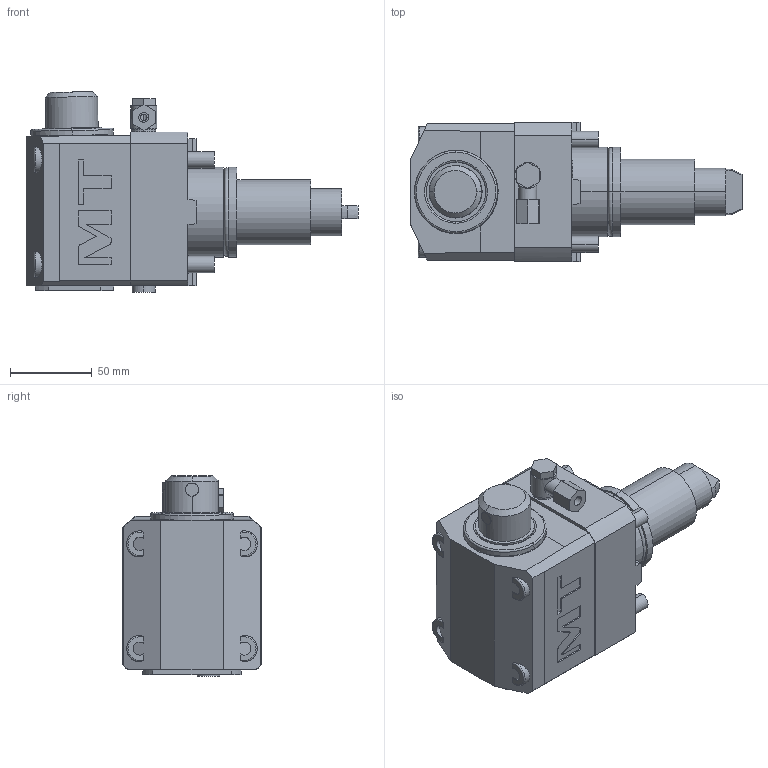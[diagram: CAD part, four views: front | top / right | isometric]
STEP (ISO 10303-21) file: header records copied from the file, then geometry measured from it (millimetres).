
FILE_DESCRIPTION((''),'2;1');
FILE_NAME('DWO0249116_CONF','2023-04-08T08:05:56',('gvalli'),('M.T. srl'),'CREO PARAMETRIC BY PTC INC, 2021072','CREO PARAMETRIC BY PTC INC, 2021072','');
FILE_SCHEMA(('CONFIG_CONTROL_DESIGN'));
Length unit declared in the file: millimetre
Products named in the file (1): DWO0249116_CONF
Bounding box: 203 x 85 x 122.72 mm (x, y, z)
Volume: 936703.2 mm3; surface area: 73774 mm2
Topology: 1 solids, 1 shells, 274 faces, 670 edges, 434 vertices
Faces by surface type: plane 165, cylinder 81, torus 14, cone 10, extrusion 4
Entity records: 8690 total; most frequent: CARTESIAN_POINT 2083, DIRECTION 1374, ORIENTED_EDGE 1340, EDGE_CURVE 670, AXIS2_PLACEMENT_3D 473, VERTEX_POINT 434, VECTOR 428, LINE 424
